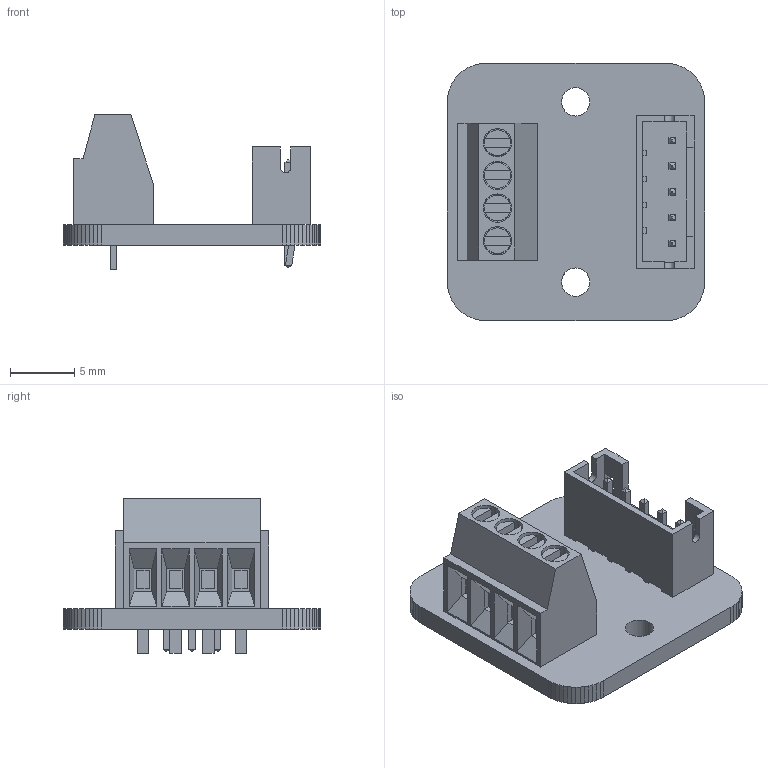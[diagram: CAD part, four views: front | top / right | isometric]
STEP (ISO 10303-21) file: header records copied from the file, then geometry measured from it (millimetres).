
FILE_DESCRIPTION(('KiCad electronic assembly'),'2;1');
FILE_NAME('load_cell_connector_interface.step','2023-07-21T16:59:53',( 'Pcbnew'),('Kicad'),'Open CASCADE STEP processor 7.6', 'KiCad to STEP converter','Unknown');
FILE_SCHEMA(('AUTOMOTIVE_DESIGN { 1 0 10303 214 1 1 1 1 }'));
Length unit declared in the file: millimetre
Products named in the file (6): load_cell_connector_interface 1; TerminalBlock_Phoenix_MPT-0,5-4-2.54_1x04_P2.54mm_Horizontal; SOLID; JST_PH_B5B-PH-K_1x05_P2.00mm_Vertical; PCB
Assembly tree (5 placements, depth 3):
  load_cell_connector_interface 1
    TerminalBlock_Phoenix_MPT-0,5-4-2.54_1x04_P2.54mm_Horizontal
      SOLID
    JST_PH_B5B-PH-K_1x05_P2.00mm_Vertical
      SOLID
    PCB
Bounding box: 20 x 20 x 12 mm (x, y, z)
Volume: 1142.3 mm3; surface area: 2235.7 mm2
Topology: 3 solids, 3 shells, 395 faces, 1028 edges, 664 vertices
Faces by surface type: plane 358, cylinder 21, bspline 16
Full cylindrical faces by diameter (mm): 0.75 x5, 1.1 x4, 2 x4, 2.2 x6
Entity records: 27672 total; most frequent: CARTESIAN_POINT 4471, DIRECTION 3845, LINE 2840, VECTOR 2840, ORIENTED_EDGE 2056, PCURVE 2056, DEFINITIONAL_REPRESENTATION 2056, EDGE_CURVE 1028
